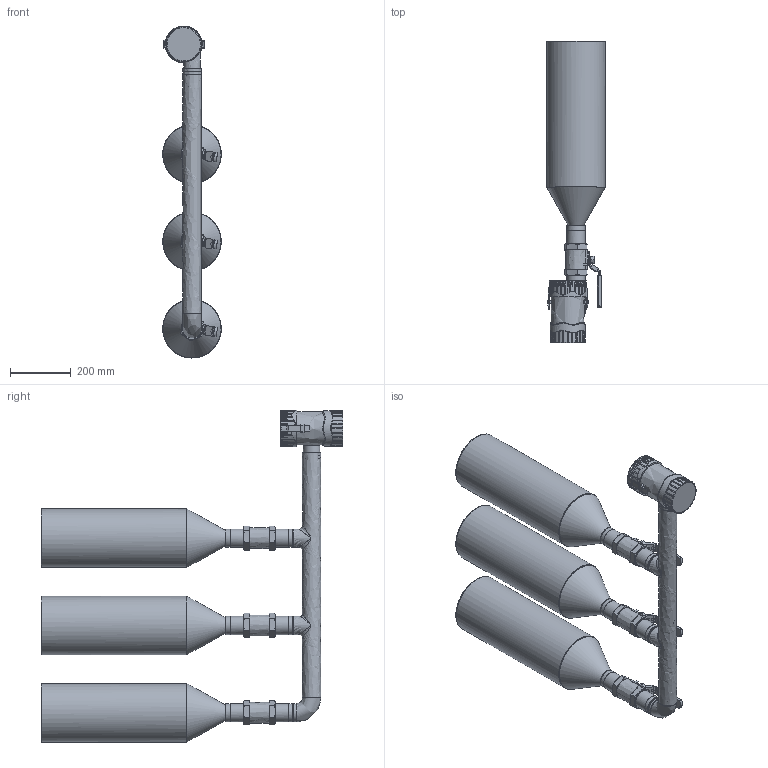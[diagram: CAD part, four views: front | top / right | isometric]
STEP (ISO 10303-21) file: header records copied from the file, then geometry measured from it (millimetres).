
FILE_DESCRIPTION(('FreeCAD Model'),'2;1');
FILE_NAME('Open CASCADE Shape Model','2025-05-03T11:01:30',('FreeCAD'),( 'FreeCAD'),'Open CASCADE STEP processor 7.6','FreeCAD','Unknown');
FILE_SCHEMA(('AUTOMOTIVE_DESIGN { 1 0 10303 214 1 1 1 1 }'));
Products named in the file (1): Open CASCADE STEP translator 7.6 1
Bounding box: 192.72 x 994.55 x 1093.88 mm (x, y, z)
Surface area: 2935047.9 mm2 (no closed solid volume)
Topology: 0 solids, 1450 shells, 1450 faces, 8289 edges, 8285 vertices
Faces by surface type: bspline 1450
Entity records: 96415 total; most frequent: CARTESIAN_POINT 57501, ORIENTED_EDGE 8287, EDGE_CURVE 8287, VERTEX_POINT 8287, B_SPLINE_CURVE_WITH_KNOTS 5751, FACE_BOUND 1576, EDGE_LOOP 1576, SHELL_BASED_SURFACE_MODEL 1450
